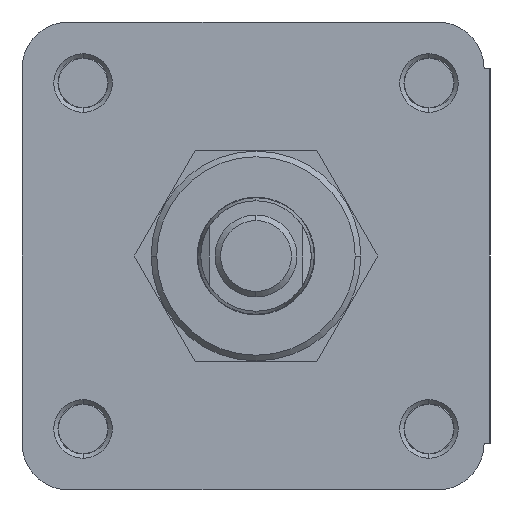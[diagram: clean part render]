
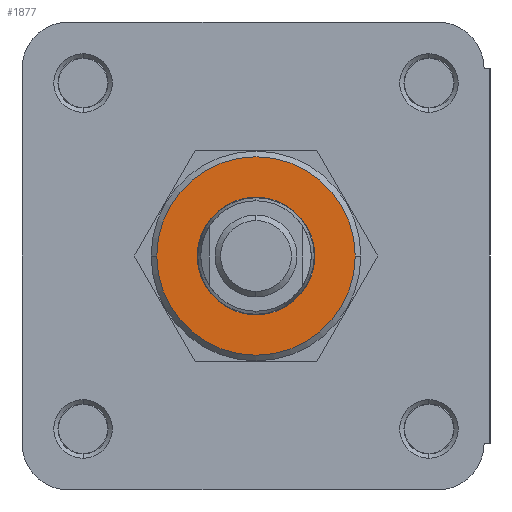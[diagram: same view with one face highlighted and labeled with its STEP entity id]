
A CAD part, left-side view. The second image highlights one B-rep face of the part: STEP entity #1877.
In plain terms, the highlighted planar face has unit normal (-1, 0, 0).
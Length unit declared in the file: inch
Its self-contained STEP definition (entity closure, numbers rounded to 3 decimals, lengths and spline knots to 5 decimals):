
#285 = ORIENTED_EDGE ( 'NONE', *, *, #2386, .F. ) ;
#365 = CARTESIAN_POINT ( 'NONE',  ( -0.615, 0., 0.314 ) ) ;
#1877 = ADVANCED_FACE ( 'NONE', ( #3465, #6807 ), #9528, .F. ) ;
#2386 = EDGE_CURVE ( 'NONE', #2555, #6963, #2689, .T. ) ;
#2555 = VERTEX_POINT ( 'NONE', #365 ) ;
#2689 = CIRCLE ( 'NONE', #8837, 0.314 ) ;
#2881 = CARTESIAN_POINT ( 'NONE',  ( -0.615, 0., 0. ) ) ;
#3345 = CARTESIAN_POINT ( 'NONE',  ( -0.615, 0., 0. ) ) ;
#3465 = FACE_BOUND ( 'NONE', #9320, .T. ) ;
#3971 = DIRECTION ( 'NONE',  ( 0., 0., -1. ) ) ;
#4301 = CARTESIAN_POINT ( 'NONE',  ( -0.615, 0., 0. ) ) ;
#4387 = AXIS2_PLACEMENT_3D ( 'NONE', #4909, #12813, #6056 ) ;
#4457 = DIRECTION ( 'NONE',  ( 0., 0., -1. ) ) ;
#4806 = EDGE_CURVE ( 'NONE', #6963, #2555, #8716, .T. ) ;
#4909 = CARTESIAN_POINT ( 'NONE',  ( -0.615, 0., 0. ) ) ;
#5452 = DIRECTION ( 'NONE',  ( 0., 0., -1. ) ) ;
#5969 = AXIS2_PLACEMENT_3D ( 'NONE', #3345, #11226, #4457 ) ;
#6056 = DIRECTION ( 'NONE',  ( 0., 1., 0. ) ) ;
#6438 = CARTESIAN_POINT ( 'NONE',  ( -0.615, 0., 0. ) ) ;
#6807 = FACE_OUTER_BOUND ( 'NONE', #9460, .T. ) ;
#6963 = VERTEX_POINT ( 'NONE', #13702 ) ;
#7114 = AXIS2_PLACEMENT_3D ( 'NONE', #6438, #14339, #7575 ) ;
#7575 = DIRECTION ( 'NONE',  ( 0., 1., 0. ) ) ;
#7666 = VERTEX_POINT ( 'NONE', #13639 ) ;
#8238 = ORIENTED_EDGE ( 'NONE', *, *, #12463, .F. ) ;
#8716 = CIRCLE ( 'NONE', #5969, 0.314 ) ;
#8717 = ORIENTED_EDGE ( 'NONE', *, *, #4806, .F. ) ;
#8837 = AXIS2_PLACEMENT_3D ( 'NONE', #4301, #12195, #5452 ) ;
#9320 = EDGE_LOOP ( 'NONE', ( #8717, #285 ) ) ;
#9460 = EDGE_LOOP ( 'NONE', ( #11724, #8238 ) ) ;
#9528 = PLANE ( 'NONE',  #11468 ) ;
#10269 = VERTEX_POINT ( 'NONE', #13203 ) ;
#10424 = CIRCLE ( 'NONE', #7114, 0.53 ) ;
#10713 = DIRECTION ( 'NONE',  ( 1., 0., 0. ) ) ;
#11226 = DIRECTION ( 'NONE',  ( -1., 0., 0. ) ) ;
#11271 = CIRCLE ( 'NONE', #4387, 0.53 ) ;
#11468 = AXIS2_PLACEMENT_3D ( 'NONE', #2881, #10713, #3971 ) ;
#11724 = ORIENTED_EDGE ( 'NONE', *, *, #13616, .F. ) ;
#12195 = DIRECTION ( 'NONE',  ( -1., 0., 0. ) ) ;
#12463 = EDGE_CURVE ( 'NONE', #7666, #10269, #10424, .T. ) ;
#12813 = DIRECTION ( 'NONE',  ( 1., 0., 0. ) ) ;
#13203 = CARTESIAN_POINT ( 'NONE',  ( -0.615, 0.53, 0. ) ) ;
#13616 = EDGE_CURVE ( 'NONE', #10269, #7666, #11271, .T. ) ;
#13639 = CARTESIAN_POINT ( 'NONE',  ( -0.615, -0.53, 0. ) ) ;
#13702 = CARTESIAN_POINT ( 'NONE',  ( -0.615, 0., -0.314 ) ) ;
#14339 = DIRECTION ( 'NONE',  ( 1., 0., 0. ) ) ;
